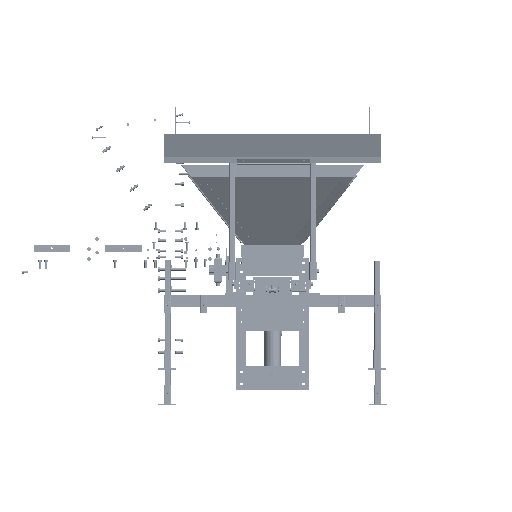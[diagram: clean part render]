
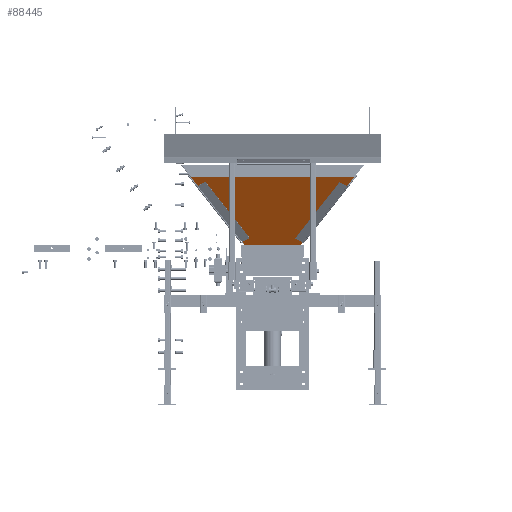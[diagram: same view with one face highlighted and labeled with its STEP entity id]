
A CAD part, front view. The second image highlights one B-rep face of the part: STEP entity #88445.
In plain terms, the highlighted face is planar.
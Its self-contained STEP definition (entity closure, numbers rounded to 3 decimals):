
#5780=CIRCLE('',#94668,12.7);
#5782=CIRCLE('',#94671,12.7);
#5784=CIRCLE('',#94674,12.7);
#5786=CIRCLE('',#94677,12.7);
#5788=CIRCLE('',#94680,12.7);
#5790=CIRCLE('',#94683,12.7);
#5792=CIRCLE('',#94686,12.7);
#5794=CIRCLE('',#94689,12.7);
#40468=VERTEX_POINT('',#142712);
#40470=VERTEX_POINT('',#142717);
#40472=VERTEX_POINT('',#142722);
#40474=VERTEX_POINT('',#142727);
#40476=VERTEX_POINT('',#142732);
#40478=VERTEX_POINT('',#142737);
#40480=VERTEX_POINT('',#142742);
#40482=VERTEX_POINT('',#142747);
#40483=VERTEX_POINT('',#142750);
#40484=VERTEX_POINT('',#142751);
#40487=VERTEX_POINT('',#142759);
#40489=VERTEX_POINT('',#142765);
#45910=VECTOR('',#110655,1.);
#45914=VECTOR('',#110660,1.);
#45917=VECTOR('',#110664,1.);
#45920=VECTOR('',#110668,1.);
#51313=LINE('',#142749,#45910);
#51317=LINE('',#142758,#45914);
#51320=LINE('',#142764,#45917);
#51323=LINE('',#142770,#45920);
#59702=EDGE_CURVE('',#40468,#40468,#5780,.T.);
#59704=EDGE_CURVE('',#40470,#40470,#5782,.T.);
#59706=EDGE_CURVE('',#40472,#40472,#5784,.T.);
#59708=EDGE_CURVE('',#40474,#40474,#5786,.T.);
#59710=EDGE_CURVE('',#40476,#40476,#5788,.T.);
#59712=EDGE_CURVE('',#40478,#40478,#5790,.T.);
#59714=EDGE_CURVE('',#40480,#40480,#5792,.T.);
#59716=EDGE_CURVE('',#40482,#40482,#5794,.T.);
#59717=EDGE_CURVE('',#40483,#40484,#51313,.T.);
#59721=EDGE_CURVE('',#40484,#40487,#51317,.T.);
#59724=EDGE_CURVE('',#40487,#40489,#51320,.T.);
#59727=EDGE_CURVE('',#40489,#40483,#51323,.T.);
#76467=ORIENTED_EDGE('',*,*,#59702,.T.);
#76468=ORIENTED_EDGE('',*,*,#59704,.T.);
#76469=ORIENTED_EDGE('',*,*,#59706,.T.);
#76470=ORIENTED_EDGE('',*,*,#59708,.T.);
#76471=ORIENTED_EDGE('',*,*,#59710,.T.);
#76472=ORIENTED_EDGE('',*,*,#59712,.T.);
#76473=ORIENTED_EDGE('',*,*,#59714,.T.);
#76474=ORIENTED_EDGE('',*,*,#59716,.T.);
#76475=ORIENTED_EDGE('',*,*,#59717,.F.);
#76476=ORIENTED_EDGE('',*,*,#59727,.F.);
#76477=ORIENTED_EDGE('',*,*,#59724,.F.);
#76478=ORIENTED_EDGE('',*,*,#59721,.F.);
#80888=EDGE_LOOP('',(#76467));
#80889=EDGE_LOOP('',(#76468));
#80890=EDGE_LOOP('',(#76469));
#80891=EDGE_LOOP('',(#76470));
#80892=EDGE_LOOP('',(#76471));
#80893=EDGE_LOOP('',(#76472));
#80894=EDGE_LOOP('',(#76473));
#80895=EDGE_LOOP('',(#76474));
#80896=EDGE_LOOP('',(#76475,#76476,#76477,#76478));
#84997=FACE_BOUND('',#80888,.T.);
#84998=FACE_BOUND('',#80889,.T.);
#84999=FACE_BOUND('',#80890,.T.);
#85000=FACE_BOUND('',#80891,.T.);
#85001=FACE_BOUND('',#80892,.T.);
#85002=FACE_BOUND('',#80893,.T.);
#85003=FACE_BOUND('',#80894,.T.);
#85004=FACE_BOUND('',#80895,.T.);
#85005=FACE_BOUND('',#80896,.T.);
#88445=ADVANCED_FACE('',(#84997,#84998,#84999,#85000,#85001,#85002,#85003,
#85004,#85005),#145264,.F.);
#94668=AXIS2_PLACEMENT_3D('',#142711,#110610,#110611);
#94671=AXIS2_PLACEMENT_3D('',#142716,#110616,#110617);
#94674=AXIS2_PLACEMENT_3D('',#142721,#110622,#110623);
#94677=AXIS2_PLACEMENT_3D('',#142726,#110628,#110629);
#94680=AXIS2_PLACEMENT_3D('',#142731,#110634,#110635);
#94683=AXIS2_PLACEMENT_3D('',#142736,#110640,#110641);
#94686=AXIS2_PLACEMENT_3D('',#142741,#110646,#110647);
#94689=AXIS2_PLACEMENT_3D('',#142746,#110652,#110653);
#94694=AXIS2_PLACEMENT_3D('',#142772,#110670,$);
#110610=DIRECTION('',(0.,1.,0.));
#110611=DIRECTION('',(0.,0.,-12.7));
#110616=DIRECTION('',(0.,1.,0.));
#110617=DIRECTION('',(0.,0.,-12.7));
#110622=DIRECTION('',(0.,1.,0.));
#110623=DIRECTION('',(0.,0.,-12.7));
#110628=DIRECTION('',(0.,1.,0.));
#110629=DIRECTION('',(0.,0.,-12.7));
#110634=DIRECTION('',(0.,1.,0.));
#110635=DIRECTION('',(0.,0.,-12.7));
#110640=DIRECTION('',(0.,1.,0.));
#110641=DIRECTION('',(0.,0.,-12.7));
#110646=DIRECTION('',(0.,1.,0.));
#110647=DIRECTION('',(0.,0.,-12.7));
#110652=DIRECTION('',(0.,1.,0.));
#110653=DIRECTION('',(0.,0.,-12.7));
#110655=DIRECTION('',(0.554,0.,0.833));
#110660=DIRECTION('',(1.,0.,0.));
#110664=DIRECTION('',(0.554,0.,-0.833));
#110668=DIRECTION('',(-1.,0.,0.));
#110670=DIRECTION('',(0.,1.,0.));
#142711=CARTESIAN_POINT('',(735.878,0.,-697.765));
#142712=CARTESIAN_POINT('',(735.878,0.,-710.465));
#142716=CARTESIAN_POINT('',(623.337,0.,-528.576));
#142717=CARTESIAN_POINT('',(623.337,0.,-541.276));
#142721=CARTESIAN_POINT('',(510.796,0.,-359.388));
#142722=CARTESIAN_POINT('',(510.796,0.,-372.088));
#142726=CARTESIAN_POINT('',(-418.505,0.,-697.765));
#142727=CARTESIAN_POINT('',(-418.505,0.,-710.465));
#142731=CARTESIAN_POINT('',(-305.964,0.,-528.576));
#142732=CARTESIAN_POINT('',(-305.964,0.,-541.276));
#142736=CARTESIAN_POINT('',(-193.423,0.,-359.388));
#142737=CARTESIAN_POINT('',(-193.423,0.,-372.088));
#142741=CARTESIAN_POINT('',(398.255,0.,-190.199));
#142742=CARTESIAN_POINT('',(398.255,0.,-202.899));
#142746=CARTESIAN_POINT('',(-80.882,0.,-190.199));
#142747=CARTESIAN_POINT('',(-80.882,0.,-202.899));
#142749=CARTESIAN_POINT('',(-0.063,0.,0.091));
#142750=CARTESIAN_POINT('',(-523.827,0.,-787.309));
#142751=CARTESIAN_POINT('',(-0.063,0.,0.091));
#142758=CARTESIAN_POINT('',(317.437,0.,0.091));
#142759=CARTESIAN_POINT('',(317.437,0.,0.091));
#142764=CARTESIAN_POINT('',(841.2,0.,-787.309));
#142765=CARTESIAN_POINT('',(841.2,0.,-787.309));
#142770=CARTESIAN_POINT('',(-523.827,0.,-787.309));
#142772=CARTESIAN_POINT('',(158.687,0.,-509.005));
#145264=PLANE('',#94694);
